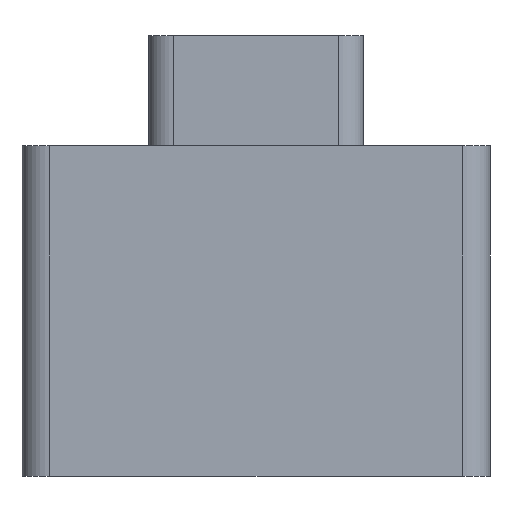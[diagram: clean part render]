
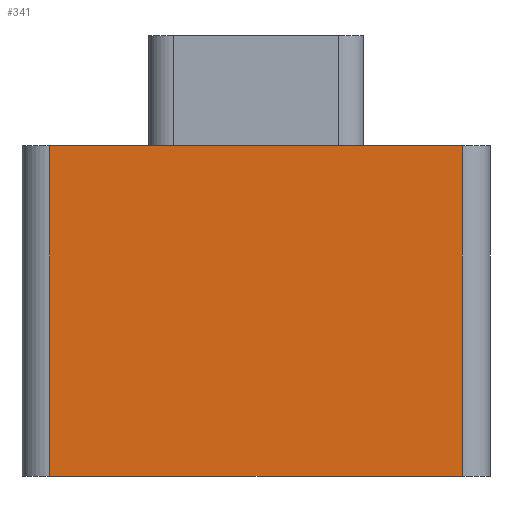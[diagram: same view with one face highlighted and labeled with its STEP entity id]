
A CAD part, front view. The second image highlights one B-rep face of the part: STEP entity #341.
In plain terms, the highlighted planar face has unit normal (0, -1, 0).
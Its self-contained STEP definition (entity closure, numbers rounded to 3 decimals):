
#21=PLANE('',#388);
#38=FACE_OUTER_BOUND('',#57,.T.);
#57=EDGE_LOOP('',(#278,#279,#280,#281));
#86=LINE('',#569,#118);
#88=LINE('',#579,#120);
#90=LINE('',#583,#122);
#91=LINE('',#584,#123);
#118=VECTOR('',#462,10.);
#120=VECTOR('',#472,10.);
#122=VECTOR('',#476,10.);
#123=VECTOR('',#477,10.);
#169=VERTEX_POINT('',#566);
#170=VERTEX_POINT('',#568);
#174=VERTEX_POINT('',#577);
#175=VERTEX_POINT('',#582);
#209=EDGE_CURVE('',#170,#169,#86,.T.);
#214=EDGE_CURVE('',#174,#169,#88,.T.);
#216=EDGE_CURVE('',#175,#174,#90,.T.);
#217=EDGE_CURVE('',#170,#175,#91,.T.);
#278=ORIENTED_EDGE('',*,*,#214,.F.);
#279=ORIENTED_EDGE('',*,*,#216,.F.);
#280=ORIENTED_EDGE('',*,*,#217,.F.);
#281=ORIENTED_EDGE('',*,*,#209,.T.);
#341=ADVANCED_FACE('',(#38),#21,.T.);
#388=AXIS2_PLACEMENT_3D('',#581,#474,#475);
#462=DIRECTION('',(1.,0.,0.));
#472=DIRECTION('',(0.,0.,-1.));
#474=DIRECTION('center_axis',(0.,-1.,0.));
#475=DIRECTION('ref_axis',(1.,0.,0.));
#476=DIRECTION('',(1.,0.,0.));
#477=DIRECTION('',(0.,0.,1.));
#566=CARTESIAN_POINT('',(7.5,-2.25,0.));
#568=CARTESIAN_POINT('',(-7.5,-2.25,0.));
#569=CARTESIAN_POINT('',(-8.5,-2.25,0.));
#577=CARTESIAN_POINT('',(7.5,-2.25,12.));
#579=CARTESIAN_POINT('',(7.5,-2.25,0.));
#581=CARTESIAN_POINT('Origin',(-8.5,-2.25,0.));
#582=CARTESIAN_POINT('',(-7.5,-2.25,12.));
#583=CARTESIAN_POINT('',(-8.5,-2.25,12.));
#584=CARTESIAN_POINT('',(-7.5,-2.25,0.));
